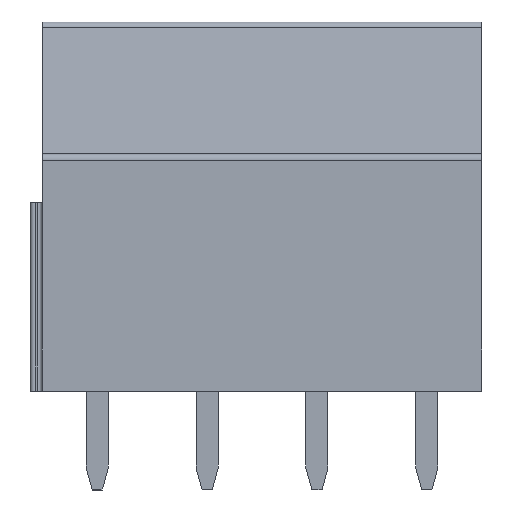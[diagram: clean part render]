
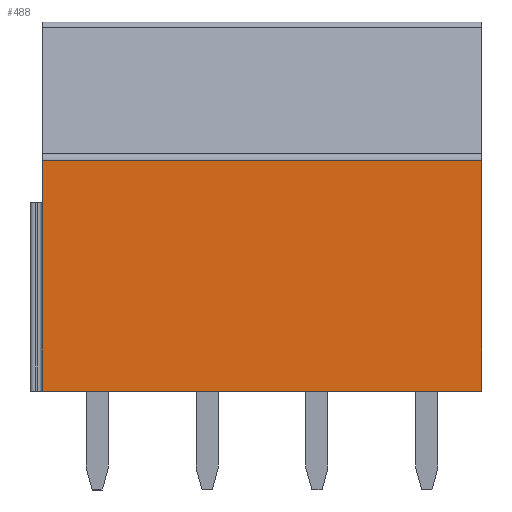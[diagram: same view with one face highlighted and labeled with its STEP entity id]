
A CAD part, front view. The second image highlights one B-rep face of the part: STEP entity #488.
In plain terms, the highlighted planar face has unit normal (0, -1, 0).
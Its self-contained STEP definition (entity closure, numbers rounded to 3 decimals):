
#488 = ADVANCED_FACE( '', ( #1037 ), #1038, .T. );
#1037 = FACE_OUTER_BOUND( '', #1626, .T. );
#1038 = PLANE( '', #1627 );
#1626 = EDGE_LOOP( '', ( #3003, #3004, #3005, #3006 ) );
#1627 = AXIS2_PLACEMENT_3D( '', #3007, #3008, #3009 );
#3003 = ORIENTED_EDGE( '', *, *, #3447, .T. );
#3004 = ORIENTED_EDGE( '', *, *, #3962, .T. );
#3005 = ORIENTED_EDGE( '', *, *, #3553, .T. );
#3006 = ORIENTED_EDGE( '', *, *, #3637, .T. );
#3007 = CARTESIAN_POINT( '', ( 222.987, 47.148, 5.1 ) );
#3008 = DIRECTION( '', ( 0., -1., 0. ) );
#3009 = DIRECTION( '', ( 0., 0., 1. ) );
#3447 = EDGE_CURVE( '', #4128, #4129, #4130, .T. );
#3553 = EDGE_CURVE( '', #4315, #4319, #4321, .T. );
#3637 = EDGE_CURVE( '', #4319, #4128, #4457, .T. );
#3962 = EDGE_CURVE( '', #4129, #4315, #4902, .T. );
#4128 = VERTEX_POINT( '', #5108 );
#4129 = VERTEX_POINT( '', #5109 );
#4130 = LINE( '', #5110, #5111 );
#4315 = VERTEX_POINT( '', #5363 );
#4319 = VERTEX_POINT( '', #5368 );
#4321 = LINE( '', #5370, #5371 );
#4457 = LINE( '', #5556, #5557 );
#4902 = LINE( '', #6186, #6187 );
#5108 = CARTESIAN_POINT( '', ( 209.737, 47.148, 0. ) );
#5109 = CARTESIAN_POINT( '', ( 229.737, 47.148, 0. ) );
#5110 = CARTESIAN_POINT( '', ( 219.737, 47.148, 0. ) );
#5111 = VECTOR( '', #6336, 1000. );
#5363 = CARTESIAN_POINT( '', ( 229.737, 47.148, 10.5 ) );
#5368 = CARTESIAN_POINT( '', ( 209.737, 47.148, 10.5 ) );
#5370 = CARTESIAN_POINT( '', ( 234.737, 47.148, 10.5 ) );
#5371 = VECTOR( '', #6480, 1000. );
#5556 = CARTESIAN_POINT( '', ( 209.737, 47.148, 5.1 ) );
#5557 = VECTOR( '', #6570, 1000. );
#6186 = CARTESIAN_POINT( '', ( 229.737, 47.148, 5.1 ) );
#6187 = VECTOR( '', #6870, 1000. );
#6336 = DIRECTION( '', ( 1., 0., 0. ) );
#6480 = DIRECTION( '', ( -1., 0., 0. ) );
#6570 = DIRECTION( '', ( 0., 0., -1. ) );
#6870 = DIRECTION( '', ( 0., 0., 1. ) );
